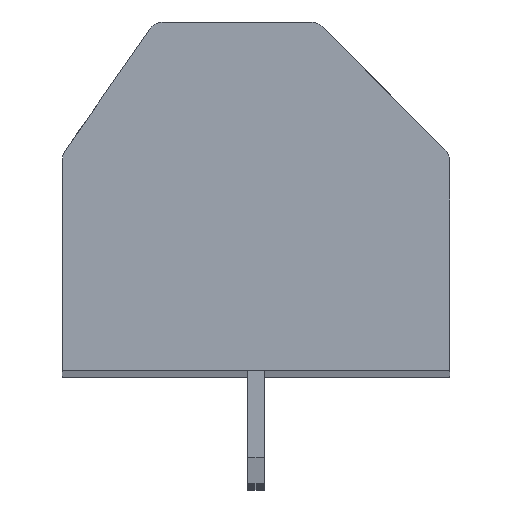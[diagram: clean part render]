
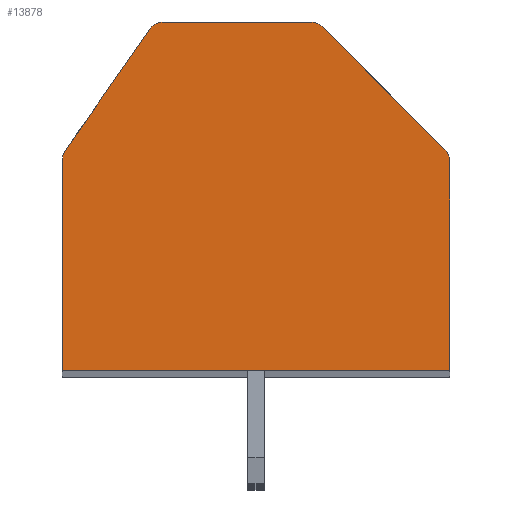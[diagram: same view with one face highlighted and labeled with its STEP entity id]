
A CAD part, top view. The second image highlights one B-rep face of the part: STEP entity #13878.
In plain terms, the highlighted planar face has unit normal (0, 0, 1).
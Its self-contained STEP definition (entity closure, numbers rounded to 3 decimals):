
#4417=CARTESIAN_POINT('',(1.693,4.9,3.));
#4418=DIRECTION('',(0.,0.,1.));
#4419=DIRECTION('',(0.707,0.707,0.));
#4420=AXIS2_PLACEMENT_3D('',#4417,#4418,#4419);
#4422=DIRECTION('',(-0.707,0.707,0.));
#4423=VECTOR('',#4422,5.384);
#4424=CARTESIAN_POINT('',(5.854,1.446,3.));
#4425=LINE('',#4424,#4423);
#4426=CARTESIAN_POINT('',(5.5,1.093,3.));
#4427=DIRECTION('',(0.,0.,1.));
#4428=DIRECTION('',(1.,0.,0.));
#4429=AXIS2_PLACEMENT_3D('',#4426,#4427,#4428);
#4431=DIRECTION('',(0.,1.,0.));
#4432=VECTOR('',#4431,6.493);
#4433=CARTESIAN_POINT('',(6.,-5.4,3.));
#4434=LINE('',#4433,#4432);
#4435=DIRECTION('',(1.,0.,0.));
#4436=VECTOR('',#4435,12.);
#4437=CARTESIAN_POINT('',(-6.,-5.4,3.));
#4438=LINE('',#4437,#4436);
#4439=DIRECTION('',(0.,-1.,0.));
#4440=VECTOR('',#4439,6.542);
#4441=CARTESIAN_POINT('',(-6.,1.142,3.));
#4442=LINE('',#4441,#4440);
#4443=CARTESIAN_POINT('',(-5.5,1.142,3.));
#4444=DIRECTION('',(0.,0.,1.));
#4445=DIRECTION('',(-0.819,0.574,0.));
#4446=AXIS2_PLACEMENT_3D('',#4443,#4444,#4445);
#4448=DIRECTION('',(-0.574,-0.819,0.));
#4449=VECTOR('',#4448,4.587);
#4450=CARTESIAN_POINT('',(-3.278,5.187,3.));
#4451=LINE('',#4450,#4449);
#4452=CARTESIAN_POINT('',(-2.869,4.9,3.));
#4453=DIRECTION('',(0.,0.,1.));
#4454=DIRECTION('',(0.,1.,0.));
#4455=AXIS2_PLACEMENT_3D('',#4452,#4453,#4454);
#4457=DIRECTION('',(-1.,0.,0.));
#4458=VECTOR('',#4457,4.562);
#4459=CARTESIAN_POINT('',(1.693,5.4,3.));
#4460=LINE('',#4459,#4458);
#5809=CARTESIAN_POINT('',(-6.,-5.4,3.));
#5810=CARTESIAN_POINT('',(6.,-5.4,3.));
#5811=VERTEX_POINT('',#5809);
#5812=VERTEX_POINT('',#5810);
#5969=CARTESIAN_POINT('',(2.046,5.254,3.));
#5970=VERTEX_POINT('',#5969);
#5971=CARTESIAN_POINT('',(1.693,5.4,3.));
#5972=VERTEX_POINT('',#5971);
#5977=CARTESIAN_POINT('',(6.,1.093,3.));
#5978=VERTEX_POINT('',#5977);
#5979=CARTESIAN_POINT('',(5.854,1.446,3.));
#5980=VERTEX_POINT('',#5979);
#5985=CARTESIAN_POINT('',(-2.869,5.4,3.));
#5986=VERTEX_POINT('',#5985);
#5987=CARTESIAN_POINT('',(-3.278,5.187,3.));
#5988=VERTEX_POINT('',#5987);
#5993=CARTESIAN_POINT('',(-5.91,1.429,3.));
#5994=VERTEX_POINT('',#5993);
#5995=CARTESIAN_POINT('',(-6.,1.142,3.));
#5996=VERTEX_POINT('',#5995);
#13861=CARTESIAN_POINT('',(0.,0.,3.));
#13862=DIRECTION('',(0.,0.,1.));
#13863=DIRECTION('',(1.,0.,0.));
#13864=AXIS2_PLACEMENT_3D('',#13861,#13862,#13863);
#13865=PLANE('',#13864);
#13866=ORIENTED_EDGE('',*,*,#7705,.F.);
#13867=ORIENTED_EDGE('',*,*,#7721,.F.);
#13868=ORIENTED_EDGE('',*,*,#10830,.F.);
#13869=ORIENTED_EDGE('',*,*,#10845,.F.);
#13870=ORIENTED_EDGE('',*,*,#10858,.F.);
#13871=ORIENTED_EDGE('',*,*,#11111,.F.);
#13872=ORIENTED_EDGE('',*,*,#11126,.F.);
#13873=ORIENTED_EDGE('',*,*,#11139,.F.);
#13874=ORIENTED_EDGE('',*,*,#13842,.F.);
#13875=ORIENTED_EDGE('',*,*,#13854,.F.);
#13876=EDGE_LOOP('',(#13866,#13867,#13868,#13869,#13870,#13871,#13872,#13873,
#13874,#13875));
#13877=FACE_OUTER_BOUND('',#13876,.F.);
#4421=CIRCLE('',#4420,0.5);
#4430=CIRCLE('',#4429,0.5);
#4447=CIRCLE('',#4446,0.5);
#4456=CIRCLE('',#4455,0.5);
#7705=EDGE_CURVE('',#5970,#5972,#4421,.T.);
#7721=EDGE_CURVE('',#5980,#5970,#4425,.T.);
#10830=EDGE_CURVE('',#5978,#5980,#4430,.T.);
#10845=EDGE_CURVE('',#5812,#5978,#4434,.T.);
#10858=EDGE_CURVE('',#5811,#5812,#4438,.T.);
#11111=EDGE_CURVE('',#5996,#5811,#4442,.T.);
#11126=EDGE_CURVE('',#5994,#5996,#4447,.T.);
#11139=EDGE_CURVE('',#5988,#5994,#4451,.T.);
#13842=EDGE_CURVE('',#5986,#5988,#4456,.T.);
#13854=EDGE_CURVE('',#5972,#5986,#4460,.T.);
#13878=ADVANCED_FACE('',(#13877),#13865,.T.);
